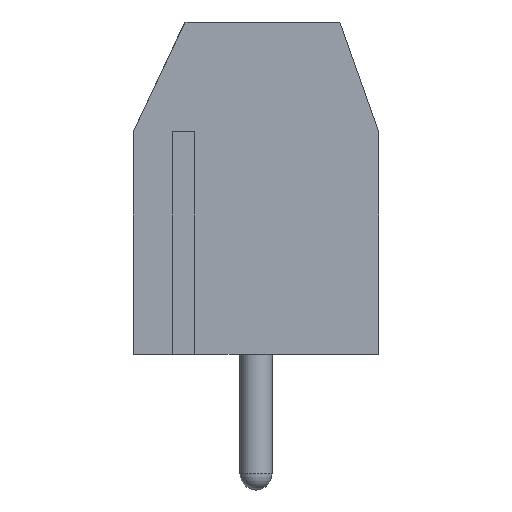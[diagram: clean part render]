
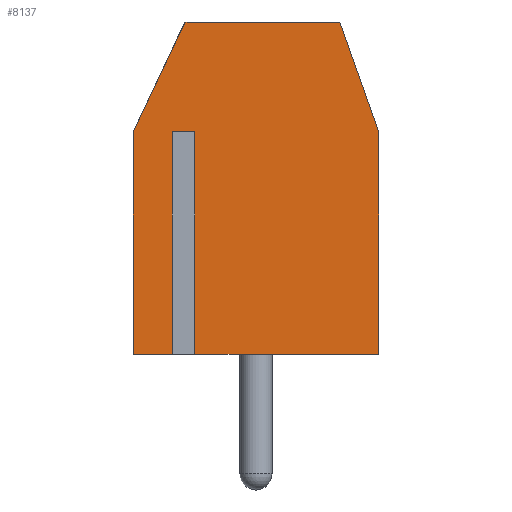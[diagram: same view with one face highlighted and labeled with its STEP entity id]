
A CAD part, left-side view. The second image highlights one B-rep face of the part: STEP entity #8137.
In plain terms, the highlighted planar face has unit normal (-1, 0, 0).
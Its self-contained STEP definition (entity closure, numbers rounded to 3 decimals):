
#442=FACE_OUTER_BOUND('',#899,.T.);
#899=EDGE_LOOP('',(#5397,#5398,#5399,#5400,#5401,#5402,#5403,#5404,#5405,
#5406));
#1381=LINE('',#11652,#2349);
#1387=LINE('',#11667,#2355);
#1397=LINE('',#11690,#2365);
#1398=LINE('',#11696,#2366);
#1399=LINE('',#11698,#2367);
#1400=LINE('',#11700,#2368);
#1401=LINE('',#11702,#2369);
#1402=LINE('',#11704,#2370);
#1403=LINE('',#11706,#2371);
#1404=LINE('',#11707,#2372);
#2349=VECTOR('',#9340,10.);
#2355=VECTOR('',#9352,10.);
#2365=VECTOR('',#9370,10.);
#2366=VECTOR('',#9377,10.);
#2367=VECTOR('',#9378,10.);
#2368=VECTOR('',#9379,10.);
#2369=VECTOR('',#9380,10.);
#2370=VECTOR('',#9381,10.);
#2371=VECTOR('',#9382,10.);
#2372=VECTOR('',#9383,10.);
#3319=VERTEX_POINT('',#11649);
#3320=VERTEX_POINT('',#11651);
#3326=VERTEX_POINT('',#11665);
#3335=VERTEX_POINT('',#11688);
#3337=VERTEX_POINT('',#11695);
#3338=VERTEX_POINT('',#11697);
#3339=VERTEX_POINT('',#11699);
#3340=VERTEX_POINT('',#11701);
#3341=VERTEX_POINT('',#11703);
#3342=VERTEX_POINT('',#11705);
#4136=EDGE_CURVE('',#3319,#3320,#1381,.T.);
#4144=EDGE_CURVE('',#3326,#3319,#1387,.T.);
#4156=EDGE_CURVE('',#3335,#3326,#1397,.T.);
#4159=EDGE_CURVE('',#3337,#3335,#1398,.T.);
#4160=EDGE_CURVE('',#3338,#3337,#1399,.T.);
#4161=EDGE_CURVE('',#3338,#3339,#1400,.T.);
#4162=EDGE_CURVE('',#3340,#3339,#1401,.T.);
#4163=EDGE_CURVE('',#3341,#3340,#1402,.T.);
#4164=EDGE_CURVE('',#3342,#3341,#1403,.T.);
#4165=EDGE_CURVE('',#3342,#3320,#1404,.T.);
#5397=ORIENTED_EDGE('',*,*,#4136,.F.);
#5398=ORIENTED_EDGE('',*,*,#4144,.F.);
#5399=ORIENTED_EDGE('',*,*,#4156,.F.);
#5400=ORIENTED_EDGE('',*,*,#4159,.F.);
#5401=ORIENTED_EDGE('',*,*,#4160,.F.);
#5402=ORIENTED_EDGE('',*,*,#4161,.T.);
#5403=ORIENTED_EDGE('',*,*,#4162,.F.);
#5404=ORIENTED_EDGE('',*,*,#4163,.F.);
#5405=ORIENTED_EDGE('',*,*,#4164,.F.);
#5406=ORIENTED_EDGE('',*,*,#4165,.T.);
#7764=PLANE('',#8643);
#8137=ADVANCED_FACE('',(#442),#7764,.T.);
#8643=AXIS2_PLACEMENT_3D('',#11694,#9375,#9376);
#9340=DIRECTION('',(0.,-0.333,-0.943));
#9352=DIRECTION('',(0.,-1.,0.));
#9370=DIRECTION('',(0.,-0.426,0.905));
#9375=DIRECTION('center_axis',(-1.,0.,0.));
#9376=DIRECTION('ref_axis',(0.,-1.,0.));
#9377=DIRECTION('',(0.,0.,1.));
#9378=DIRECTION('',(0.,1.,0.));
#9379=DIRECTION('',(0.,0.,1.));
#9380=DIRECTION('',(0.,1.,0.));
#9381=DIRECTION('',(0.,0.,1.));
#9382=DIRECTION('',(0.,1.,0.));
#9383=DIRECTION('',(0.,0.,1.));
#11649=CARTESIAN_POINT('',(0.,-6.4,10.3));
#11651=CARTESIAN_POINT('',(0.,-7.6,6.9));
#11652=CARTESIAN_POINT('',(0.,-7.962,5.875));
#11665=CARTESIAN_POINT('',(0.,-1.6,10.3));
#11667=CARTESIAN_POINT('',(0.,-7.6,10.3));
#11688=CARTESIAN_POINT('',(0.,0.,6.9));
#11690=CARTESIAN_POINT('',(0.,0.929,4.925));
#11694=CARTESIAN_POINT('Origin',(0.,0.,0.));
#11695=CARTESIAN_POINT('',(0.,0.,0.));
#11696=CARTESIAN_POINT('',(0.,0.,0.));
#11697=CARTESIAN_POINT('',(0.,-1.35,0.));
#11698=CARTESIAN_POINT('',(0.,-7.6,0.));
#11699=CARTESIAN_POINT('',(0.,-1.35,6.9));
#11700=CARTESIAN_POINT('',(0.,-1.35,0.));
#11701=CARTESIAN_POINT('',(0.,-1.75,6.9));
#11702=CARTESIAN_POINT('',(0.,-1.9,6.9));
#11703=CARTESIAN_POINT('',(0.,-1.75,0.));
#11704=CARTESIAN_POINT('',(0.,-1.75,0.));
#11705=CARTESIAN_POINT('',(0.,-7.6,0.));
#11706=CARTESIAN_POINT('',(0.,-7.6,0.));
#11707=CARTESIAN_POINT('',(0.,-7.6,0.));
